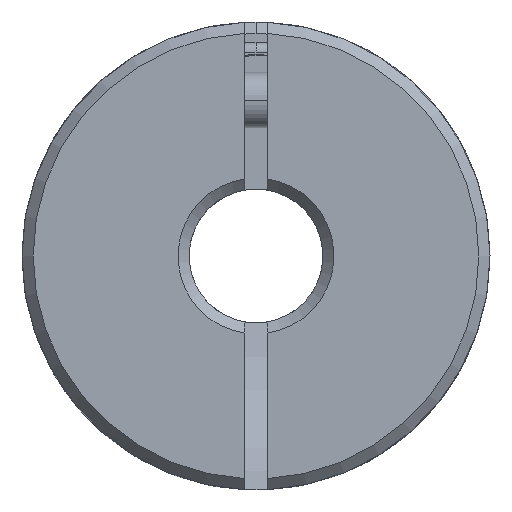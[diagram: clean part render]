
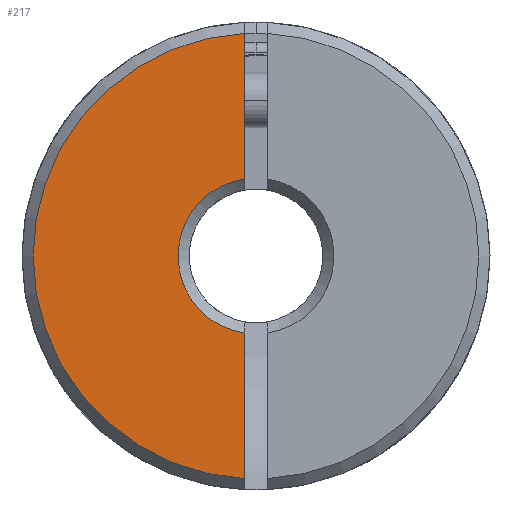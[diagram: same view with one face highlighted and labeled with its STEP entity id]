
A CAD part, left-side view. The second image highlights one B-rep face of the part: STEP entity #217.
In plain terms, the highlighted planar face has unit normal (-1, 0, 0).
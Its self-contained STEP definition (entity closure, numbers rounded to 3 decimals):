
#217=ADVANCED_FACE('',(#599),#600,.F.);
#599=FACE_OUTER_BOUND('',#1025,.T.);
#600=PLANE('',#1026);
#1025=EDGE_LOOP('',(#2459,#2460,#2461,#2462));
#1026=AXIS2_PLACEMENT_3D('',#2463,#2464,#2465);
#2459=ORIENTED_EDGE('',*,*,#3141,.T.);
#2460=ORIENTED_EDGE('',*,*,#3145,.F.);
#2461=ORIENTED_EDGE('',*,*,#3146,.T.);
#2462=ORIENTED_EDGE('',*,*,#3143,.F.);
#2463=CARTESIAN_POINT('',(-4.3,3.75,0.0));
#2464=DIRECTION('',(1.0,0.0,0.0));
#2465=DIRECTION('',(0.0,0.0,-1.0));
#3141=EDGE_CURVE('',#3950,#3948,#3951,.T.);
#3143=EDGE_CURVE('',#3950,#3953,#3954,.T.);
#3145=EDGE_CURVE('',#3956,#3948,#3957,.T.);
#3146=EDGE_CURVE('',#3956,#3953,#3958,.T.);
#3948=VERTEX_POINT('',#5312);
#3950=VERTEX_POINT('',#5314);
#3951=LINE('',#5315,#5316);
#3953=VERTEX_POINT('',#5319);
#3954=CIRCLE('',#5320,10.0);
#3956=VERTEX_POINT('',#5323);
#3957=CIRCLE('',#5324,3.5);
#3958=LINE('',#5325,#5326);
#5312=CARTESIAN_POINT('',(-4.3,4.25,-3.464));
#5314=CARTESIAN_POINT('',(-4.3,4.25,-9.987));
#5315=CARTESIAN_POINT('',(-4.3,4.25,-9.987));
#5316=VECTOR('',#6403,6.523);
#5319=CARTESIAN_POINT('',(-4.3,4.25,9.987));
#5320=AXIS2_PLACEMENT_3D('',#6405,#6406,#6407);
#5323=CARTESIAN_POINT('',(-4.3,4.25,3.464));
#5324=AXIS2_PLACEMENT_3D('',#6409,#6410,#6411);
#5325=CARTESIAN_POINT('',(-4.3,4.25,3.464));
#5326=VECTOR('',#6412,6.523);
#6403=DIRECTION('',(0.0,0.0,1.0));
#6405=CARTESIAN_POINT('',(-4.3,3.75,0.0));
#6406=DIRECTION('',(1.0,0.0,0.0));
#6407=DIRECTION('',(0.0,0.0,-1.0));
#6409=CARTESIAN_POINT('',(-4.3,3.75,0.0));
#6410=DIRECTION('',(-1.0,0.0,0.0));
#6411=DIRECTION('',(0.0,0.0,-1.0));
#6412=DIRECTION('',(0.0,0.0,1.0));
